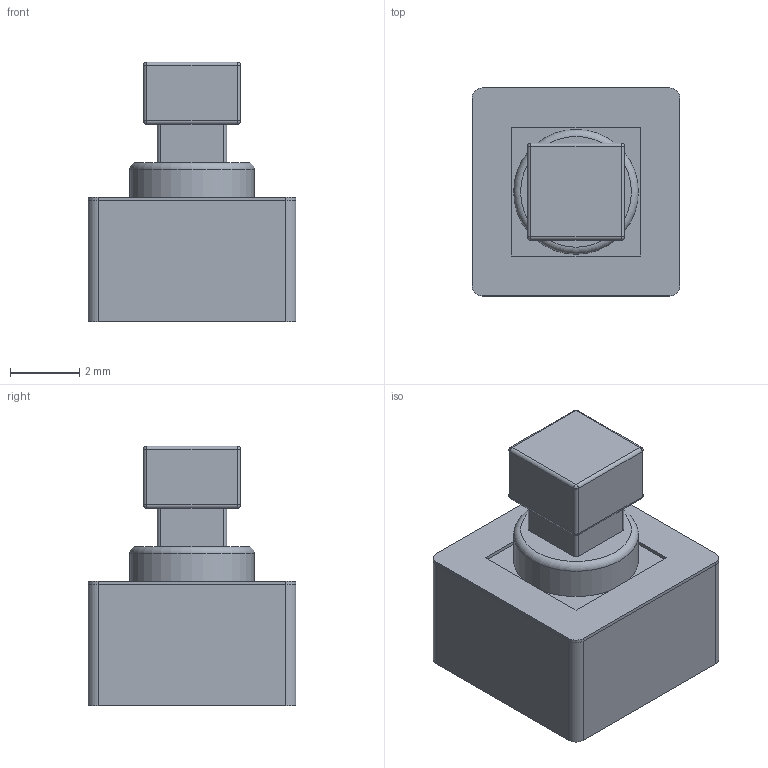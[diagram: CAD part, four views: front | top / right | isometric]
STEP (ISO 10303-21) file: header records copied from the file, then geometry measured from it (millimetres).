
FILE_DESCRIPTION(/* description */ (''),/* implementation_level */ '2;1');
FILE_NAME(/* name */ 'TL1105.step',/* time_stamp */ '2021-09-02T17:18:45+02:00',/* author */ (''),/* organization */ (''),/* preprocessor_version */ 'ST-DEVELOPER v18.1',/* originating_system */ 'Autodesk Translation Framework v10.10.0.1391',/* authorisation */ '');
FILE_SCHEMA (('AUTOMOTIVE_DESIGN { 1 0 10303 214 3 1 1 }'));
Length unit declared in the file: millimetre
Products named in the file (1): TL1105
Bounding box: 6 x 6 x 7.5 mm (x, y, z)
Volume: 157.5 mm3; surface area: 269.3 mm2
Topology: 3 solids, 3 shells, 62 faces, 137 edges, 83 vertices
Faces by surface type: plane 28, cylinder 25, sphere 8, torus 1
Full cylindrical faces by diameter (mm): 3.6 x1
Entity records: 1742 total; most frequent: DIRECTION 315, CARTESIAN_POINT 283, ORIENTED_EDGE 274, EDGE_CURVE 137, AXIS2_PLACEMENT_3D 115, LINE 85, VECTOR 85, VERTEX_POINT 83
